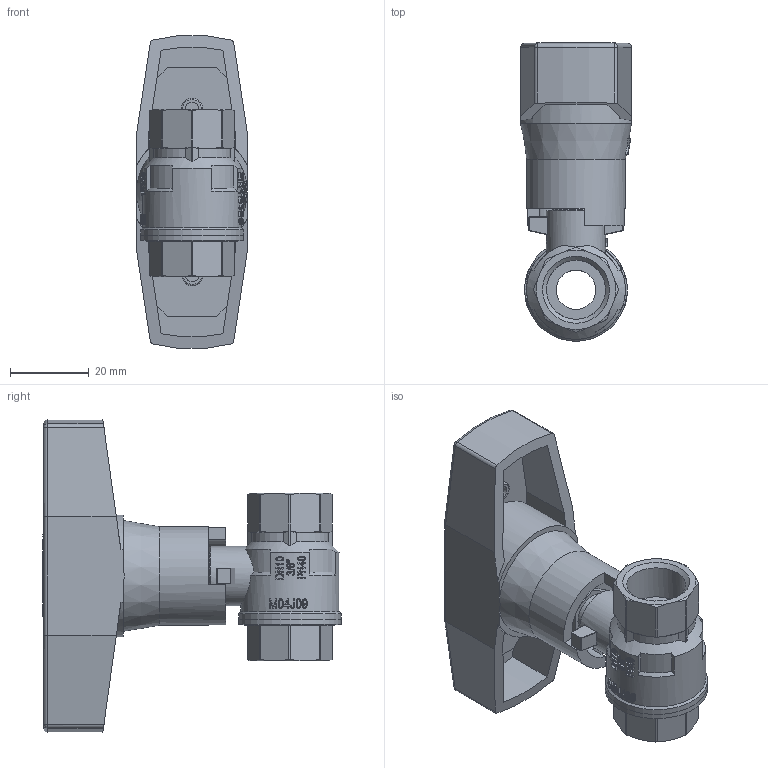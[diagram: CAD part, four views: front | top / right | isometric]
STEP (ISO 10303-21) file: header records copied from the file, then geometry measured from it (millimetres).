
FILE_DESCRIPTION(/* description */ ('Unknown'),/* implementation_level */ '2;1');
FILE_NAME(/* name */ '680-03',/* time_stamp */ '2022-03-28T08:31:32+02:00',/* author */ ('Unknown'),/* organization */ ('Unknown'),/* preprocessor_version */ 'ST-DEVELOPER v16.7',/* originating_system */ 'Solid Edge',/* authorisation */ 'Unknown');
FILE_SCHEMA (('AUTOMOTIVE_DESIGN {1 0 10303 214 3 1 1}'));
Products named in the file (11): 2.645.012; T-Griff 3_8-3_4; Abdeckkappe-3_8-1_1_2; Neu-T-Griff-Al-3_8-3_4-a; Befestigungsschraube-1_2-3_4; 600-03; 600-03_Einschraubteil; 600-03_Körper; 600-02_Spindel; 600-1_4-Stopfbuchse; 600-1_4-Spindel
Assembly tree (10 placements, depth 4):
  2.645.012
    T-Griff 3_8-3_4
      Abdeckkappe-3_8-1_1_2
      Neu-T-Griff-Al-3_8-3_4-a
      Befestigungsschraube-1_2-3_4
    600-03
      600-03_Einschraubteil
      600-03_Körper
      600-02_Spindel
        600-1_4-Stopfbuchse
        600-1_4-Spindel
Bounding box: 28 x 75.6 x 79.22 mm (x, y, z)
Volume: 39633.5 mm3; surface area: 27861.8 mm2
Topology: 7 solids, 7 shells, 1766 faces, 4958 edges, 3287 vertices
Faces by surface type: plane 1557, cylinder 133, cone 64, sphere 6, torus 5, bspline 1
Full cylindrical faces by diameter (mm): 3.4 x2, 5.4 x4, 6.3 x1, 8 x3, 8.1 x1, 8.3 x1, 9 x1, 10 x3, 10.2 x1, 10.5 x1, 12 x2, 14.95 x2, 15 x1, 16 x2, 18.1 x1, 19 x1, 20.5 x1, 20.51 x1, 22 x1, 22.5 x1, 25 x2, 26 x2
Entity records: 68339 total; most frequent: CARTESIAN_POINT 12866, DIRECTION 10392, ORIENTED_EDGE 9756, EDGE_CURVE 4878, AXIS2_PLACEMENT_3D 3856, VERTEX_POINT 3270, LINE 2680, VECTOR 2680
